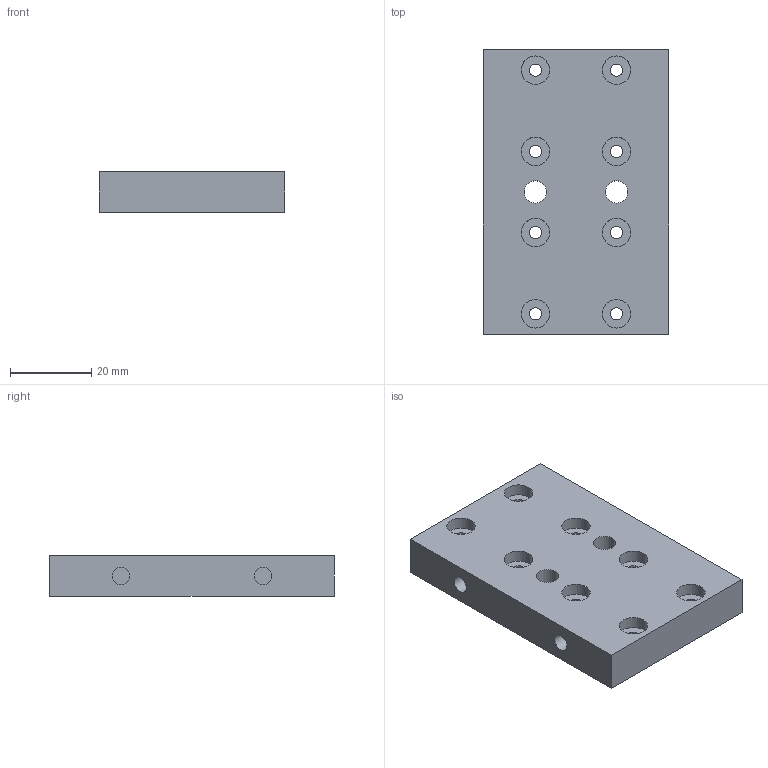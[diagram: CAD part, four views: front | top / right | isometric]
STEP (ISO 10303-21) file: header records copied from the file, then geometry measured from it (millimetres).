
FILE_DESCRIPTION(/* description */ (''),/* implementation_level */ '2;1');
FILE_NAME(/* name */ 'Y-Z connnectorBackPlate.step',/* time_stamp */ '2020-05-14T13:27:39+02:00',/* author */ (''),/* organization */ (''),/* preprocessor_version */ 'ST-DEVELOPER v18.1',/* originating_system */ 'Autodesk Translation Framework v9.2.0.1227',/* authorisation */ '');
FILE_SCHEMA (('AUTOMOTIVE_DESIGN { 1 0 10303 214 3 1 1 }'));
Length unit declared in the file: millimetre
Products named in the file (1): MGN12 Nut Y-Z connector
Bounding box: 45.6 x 70 x 10 mm (x, y, z)
Volume: 29310.9 mm3; surface area: 10672.4 mm2
Topology: 1 solids, 1 shells, 44 faces, 92 edges, 64 vertices
Faces by surface type: cylinder 24, plane 20
Full cylindrical faces by diameter (mm): 3 x8, 4 x2, 4.234 x4, 5.5 x2, 7 x8
Entity records: 1296 total; most frequent: DIRECTION 238, CARTESIAN_POINT 201, ORIENTED_EDGE 184, AXIS2_PLACEMENT_3D 101, EDGE_CURVE 92, EDGE_LOOP 78, VERTEX_POINT 64, CIRCLE 56
